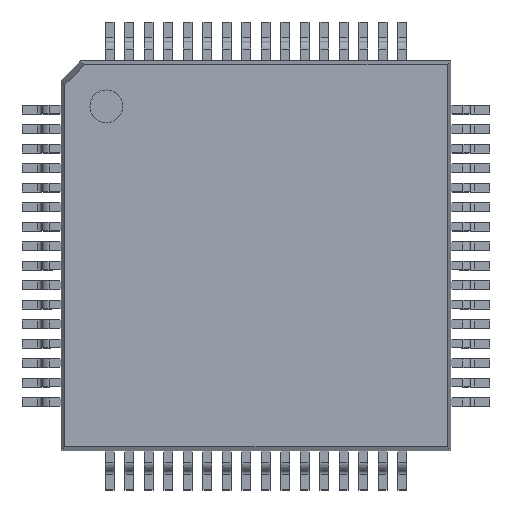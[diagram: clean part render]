
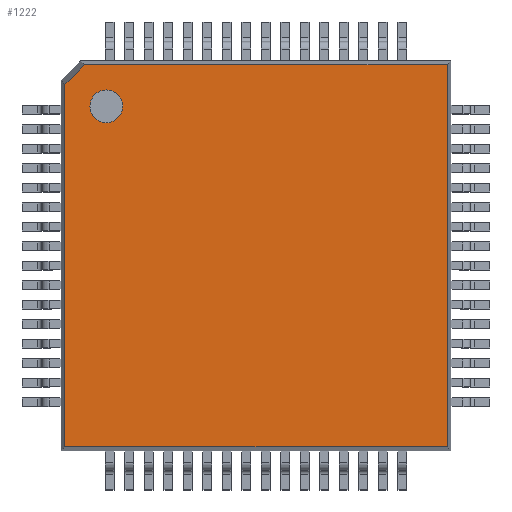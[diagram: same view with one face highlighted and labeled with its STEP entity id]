
A CAD part, top view. The second image highlights one B-rep face of the part: STEP entity #1222.
In plain terms, the highlighted planar face has unit normal (0, 0, 1).
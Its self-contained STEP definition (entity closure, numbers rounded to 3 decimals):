
#341 = PLANE('',#342);
#342 = AXIS2_PLACEMENT_3D('',#343,#344,#345);
#343 = CARTESIAN_POINT('',(-5.,4.95,1.1));
#344 = DIRECTION('',(0.,0.986,0.164));
#345 = DIRECTION('',(-1.,0.,0.));
#579 = PLANE('',#580);
#580 = AXIS2_PLACEMENT_3D('',#581,#582,#583);
#581 = CARTESIAN_POINT('',(4.95,5.,1.1));
#582 = DIRECTION('',(0.986,0.,0.164));
#583 = DIRECTION('',(0.,1.,0.));
#692 = VERTEX_POINT('',#693);
#693 = CARTESIAN_POINT('',(4.9,4.9,1.4));
#714 = EDGE_CURVE('',#715,#692,#717,.T.);
#715 = VERTEX_POINT('',#716);
#716 = CARTESIAN_POINT('',(-4.393,4.9,1.4));
#717 = SURFACE_CURVE('',#718,(#722,#729),.PCURVE_S1.);
#718 = LINE('',#719,#720);
#719 = CARTESIAN_POINT('',(-5.,4.9,1.4));
#720 = VECTOR('',#721,1.);
#721 = DIRECTION('',(1.,0.,0.));
#722 = PCURVE('',#341,#723);
#723 = DEFINITIONAL_REPRESENTATION('',(#724),#728);
#724 = LINE('',#725,#726);
#725 = CARTESIAN_POINT('',(0.,0.304));
#726 = VECTOR('',#727,1.);
#727 = DIRECTION('',(-1.,0.));
#728 = ( GEOMETRIC_REPRESENTATION_CONTEXT(2) 
PARAMETRIC_REPRESENTATION_CONTEXT() REPRESENTATION_CONTEXT('2D SPACE',''
  ) );
#729 = PCURVE('',#730,#735);
#730 = PLANE('',#731);
#731 = AXIS2_PLACEMENT_3D('',#732,#733,#734);
#732 = CARTESIAN_POINT('',(-5.,5.,1.4));
#733 = DIRECTION('',(0.,0.,1.));
#734 = DIRECTION('',(1.,0.,0.));
#735 = DEFINITIONAL_REPRESENTATION('',(#736),#740);
#736 = LINE('',#737,#738);
#737 = CARTESIAN_POINT('',(0.,-0.1));
#738 = VECTOR('',#739,1.);
#739 = DIRECTION('',(1.,0.));
#740 = ( GEOMETRIC_REPRESENTATION_CONTEXT(2) 
PARAMETRIC_REPRESENTATION_CONTEXT() REPRESENTATION_CONTEXT('2D SPACE',''
  ) );
#756 = PLANE('',#757);
#757 = AXIS2_PLACEMENT_3D('',#758,#759,#760);
#758 = CARTESIAN_POINT('',(-4.76,4.76,0.72
    ));
#759 = DIRECTION('',(-0.688,0.688,0.229));
#760 = DIRECTION('',(-0.162,0.162,-0.973));
#1058 = PLANE('',#1059);
#1059 = AXIS2_PLACEMENT_3D('',#1060,#1061,#1062);
#1060 = CARTESIAN_POINT('',(-4.95,-5.,1.1));
#1061 = DIRECTION('',(-0.986,0.,0.164)
  );
#1062 = DIRECTION('',(0.,-1.,0.));
#1079 = VERTEX_POINT('',#1080);
#1080 = CARTESIAN_POINT('',(4.9,-4.9,1.4));
#1094 = PLANE('',#1095);
#1095 = AXIS2_PLACEMENT_3D('',#1096,#1097,#1098);
#1096 = CARTESIAN_POINT('',(5.,-4.95,1.1));
#1097 = DIRECTION('',(0.,-0.986,0.164)
  );
#1098 = DIRECTION('',(1.,0.,0.));
#1106 = EDGE_CURVE('',#692,#1079,#1107,.T.);
#1107 = SURFACE_CURVE('',#1108,(#1112,#1119),.PCURVE_S1.);
#1108 = LINE('',#1109,#1110);
#1109 = CARTESIAN_POINT('',(4.9,5.,1.4));
#1110 = VECTOR('',#1111,1.);
#1111 = DIRECTION('',(0.,-1.,0.));
#1112 = PCURVE('',#579,#1113);
#1113 = DEFINITIONAL_REPRESENTATION('',(#1114),#1118);
#1114 = LINE('',#1115,#1116);
#1115 = CARTESIAN_POINT('',(0.,0.304));
#1116 = VECTOR('',#1117,1.);
#1117 = DIRECTION('',(-1.,0.));
#1118 = ( GEOMETRIC_REPRESENTATION_CONTEXT(2) 
PARAMETRIC_REPRESENTATION_CONTEXT() REPRESENTATION_CONTEXT('2D SPACE',''
  ) );
#1119 = PCURVE('',#730,#1120);
#1120 = DEFINITIONAL_REPRESENTATION('',(#1121),#1125);
#1121 = LINE('',#1122,#1123);
#1122 = CARTESIAN_POINT('',(9.9,0.));
#1123 = VECTOR('',#1124,1.);
#1124 = DIRECTION('',(0.,-1.));
#1125 = ( GEOMETRIC_REPRESENTATION_CONTEXT(2) 
PARAMETRIC_REPRESENTATION_CONTEXT() REPRESENTATION_CONTEXT('2D SPACE',''
  ) );
#1179 = EDGE_CURVE('',#715,#1180,#1182,.T.);
#1180 = VERTEX_POINT('',#1181);
#1181 = CARTESIAN_POINT('',(-4.9,4.393,1.4));
#1182 = SURFACE_CURVE('',#1183,(#1187,#1194),.PCURVE_S1.);
#1183 = LINE('',#1184,#1185);
#1184 = CARTESIAN_POINT('',(-4.647,4.647,1.4));
#1185 = VECTOR('',#1186,1.);
#1186 = DIRECTION('',(-0.707,-0.707,0.));
#1187 = PCURVE('',#756,#1188);
#1188 = DEFINITIONAL_REPRESENTATION('',(#1189),#1193);
#1189 = LINE('',#1190,#1191);
#1190 = CARTESIAN_POINT('',(-0.699,0.));
#1191 = VECTOR('',#1192,1.);
#1192 = DIRECTION('',(0.,1.));
#1193 = ( GEOMETRIC_REPRESENTATION_CONTEXT(2) 
PARAMETRIC_REPRESENTATION_CONTEXT() REPRESENTATION_CONTEXT('2D SPACE',''
  ) );
#1194 = PCURVE('',#730,#1195);
#1195 = DEFINITIONAL_REPRESENTATION('',(#1196),#1200);
#1196 = LINE('',#1197,#1198);
#1197 = CARTESIAN_POINT('',(0.353,-0.353));
#1198 = VECTOR('',#1199,1.);
#1199 = DIRECTION('',(-0.707,-0.707));
#1200 = ( GEOMETRIC_REPRESENTATION_CONTEXT(2) 
PARAMETRIC_REPRESENTATION_CONTEXT() REPRESENTATION_CONTEXT('2D SPACE',''
  ) );
#1222 = ADVANCED_FACE('',(#1223,#1272),#730,.T.);
#1223 = FACE_BOUND('',#1224,.T.);
#1224 = EDGE_LOOP('',(#1225,#1226,#1227,#1250,#1271));
#1225 = ORIENTED_EDGE('',*,*,#714,.F.);
#1226 = ORIENTED_EDGE('',*,*,#1179,.T.);
#1227 = ORIENTED_EDGE('',*,*,#1228,.F.);
#1228 = EDGE_CURVE('',#1229,#1180,#1231,.T.);
#1229 = VERTEX_POINT('',#1230);
#1230 = CARTESIAN_POINT('',(-4.9,-4.9,1.4));
#1231 = SURFACE_CURVE('',#1232,(#1236,#1243),.PCURVE_S1.);
#1232 = LINE('',#1233,#1234);
#1233 = CARTESIAN_POINT('',(-4.9,-5.,1.4));
#1234 = VECTOR('',#1235,1.);
#1235 = DIRECTION('',(0.,1.,0.));
#1236 = PCURVE('',#730,#1237);
#1237 = DEFINITIONAL_REPRESENTATION('',(#1238),#1242);
#1238 = LINE('',#1239,#1240);
#1239 = CARTESIAN_POINT('',(0.1,-10.));
#1240 = VECTOR('',#1241,1.);
#1241 = DIRECTION('',(0.,1.));
#1242 = ( GEOMETRIC_REPRESENTATION_CONTEXT(2) 
PARAMETRIC_REPRESENTATION_CONTEXT() REPRESENTATION_CONTEXT('2D SPACE',''
  ) );
#1243 = PCURVE('',#1058,#1244);
#1244 = DEFINITIONAL_REPRESENTATION('',(#1245),#1249);
#1245 = LINE('',#1246,#1247);
#1246 = CARTESIAN_POINT('',(0.,0.304));
#1247 = VECTOR('',#1248,1.);
#1248 = DIRECTION('',(-1.,0.));
#1249 = ( GEOMETRIC_REPRESENTATION_CONTEXT(2) 
PARAMETRIC_REPRESENTATION_CONTEXT() REPRESENTATION_CONTEXT('2D SPACE',''
  ) );
#1250 = ORIENTED_EDGE('',*,*,#1251,.F.);
#1251 = EDGE_CURVE('',#1079,#1229,#1252,.T.);
#1252 = SURFACE_CURVE('',#1253,(#1257,#1264),.PCURVE_S1.);
#1253 = LINE('',#1254,#1255);
#1254 = CARTESIAN_POINT('',(5.,-4.9,1.4));
#1255 = VECTOR('',#1256,1.);
#1256 = DIRECTION('',(-1.,0.,0.));
#1257 = PCURVE('',#730,#1258);
#1258 = DEFINITIONAL_REPRESENTATION('',(#1259),#1263);
#1259 = LINE('',#1260,#1261);
#1260 = CARTESIAN_POINT('',(10.,-9.9));
#1261 = VECTOR('',#1262,1.);
#1262 = DIRECTION('',(-1.,0.));
#1263 = ( GEOMETRIC_REPRESENTATION_CONTEXT(2) 
PARAMETRIC_REPRESENTATION_CONTEXT() REPRESENTATION_CONTEXT('2D SPACE',''
  ) );
#1264 = PCURVE('',#1094,#1265);
#1265 = DEFINITIONAL_REPRESENTATION('',(#1266),#1270);
#1266 = LINE('',#1267,#1268);
#1267 = CARTESIAN_POINT('',(0.,0.304));
#1268 = VECTOR('',#1269,1.);
#1269 = DIRECTION('',(-1.,0.));
#1270 = ( GEOMETRIC_REPRESENTATION_CONTEXT(2) 
PARAMETRIC_REPRESENTATION_CONTEXT() REPRESENTATION_CONTEXT('2D SPACE',''
  ) );
#1271 = ORIENTED_EDGE('',*,*,#1106,.F.);
#1272 = FACE_BOUND('',#1273,.T.);
#1273 = EDGE_LOOP('',(#1274));
#1274 = ORIENTED_EDGE('',*,*,#1275,.F.);
#1275 = EDGE_CURVE('',#1276,#1276,#1278,.T.);
#1276 = VERTEX_POINT('',#1277);
#1277 = CARTESIAN_POINT('',(-3.419,3.835,1.4));
#1278 = SURFACE_CURVE('',#1279,(#1284,#1291),.PCURVE_S1.);
#1279 = CIRCLE('',#1280,0.42);
#1280 = AXIS2_PLACEMENT_3D('',#1281,#1282,#1283);
#1281 = CARTESIAN_POINT('',(-3.839,3.835,1.4));
#1282 = DIRECTION('',(0.,0.,1.));
#1283 = DIRECTION('',(1.,0.,0.));
#1284 = PCURVE('',#730,#1285);
#1285 = DEFINITIONAL_REPRESENTATION('',(#1286),#1290);
#1286 = CIRCLE('',#1287,0.42);
#1287 = AXIS2_PLACEMENT_2D('',#1288,#1289);
#1288 = CARTESIAN_POINT('',(1.161,-1.165));
#1289 = DIRECTION('',(1.,0.));
#1290 = ( GEOMETRIC_REPRESENTATION_CONTEXT(2) 
PARAMETRIC_REPRESENTATION_CONTEXT() REPRESENTATION_CONTEXT('2D SPACE',''
  ) );
#1291 = PCURVE('',#1292,#1297);
#1292 = CYLINDRICAL_SURFACE('',#1293,0.42);
#1293 = AXIS2_PLACEMENT_3D('',#1294,#1295,#1296);
#1294 = CARTESIAN_POINT('',(-3.839,3.835,1.4));
#1295 = DIRECTION('',(0.,0.,1.));
#1296 = DIRECTION('',(1.,0.,0.));
#1297 = DEFINITIONAL_REPRESENTATION('',(#1298),#1302);
#1298 = LINE('',#1299,#1300);
#1299 = CARTESIAN_POINT('',(0.,0.));
#1300 = VECTOR('',#1301,1.);
#1301 = DIRECTION('',(1.,0.));
#1302 = ( GEOMETRIC_REPRESENTATION_CONTEXT(2) 
PARAMETRIC_REPRESENTATION_CONTEXT() REPRESENTATION_CONTEXT('2D SPACE',''
  ) );
